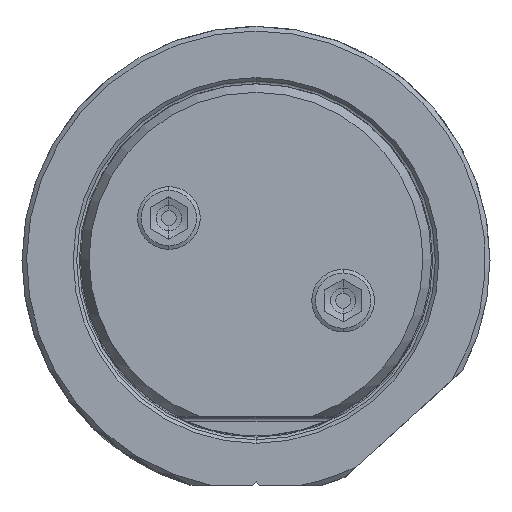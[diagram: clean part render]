
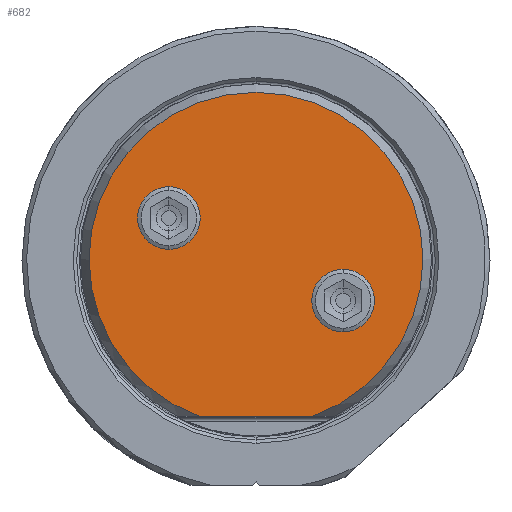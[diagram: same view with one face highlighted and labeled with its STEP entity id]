
A CAD part, top view. The second image highlights one B-rep face of the part: STEP entity #682.
In plain terms, the highlighted planar face has unit normal (0, 0, 1).
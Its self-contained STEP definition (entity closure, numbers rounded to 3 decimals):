
#215=PLANE('',#6250);
#682=ADVANCED_FACE('',(#1020,#1021,#1022),#215,.T.);
#1020=FACE_BOUND('',#1159,.T.);
#1021=FACE_BOUND('',#1160,.T.);
#1022=FACE_BOUND('',#1161,.T.);
#1159=EDGE_LOOP('',(#3138,#3139,#3140));
#1160=EDGE_LOOP('',(#3141,#3142));
#1161=EDGE_LOOP('',(#3143,#3144));
#1479=CIRCLE('',#6241,3.4);
#1481=CIRCLE('',#6244,3.4);
#1482=CIRCLE('',#6246,18.122);
#1483=CIRCLE('',#6247,18.122);
#1484=CIRCLE('',#6248,3.4);
#1485=CIRCLE('',#6249,3.4);
#1874=LINE('',#13597,#2196);
#2196=VECTOR('',#7342,1.);
#3138=ORIENTED_EDGE('',*,*,#5182,.T.);
#3139=ORIENTED_EDGE('',*,*,#5183,.T.);
#3140=ORIENTED_EDGE('',*,*,#5184,.T.);
#3141=ORIENTED_EDGE('',*,*,#5178,.T.);
#3142=ORIENTED_EDGE('',*,*,#5181,.T.);
#3143=ORIENTED_EDGE('',*,*,#5185,.T.);
#3144=ORIENTED_EDGE('',*,*,#5186,.T.);
#4471=VERTEX_POINT('',#13586);
#4472=VERTEX_POINT('',#13588);
#4473=VERTEX_POINT('',#13595);
#4474=VERTEX_POINT('',#13596);
#4475=VERTEX_POINT('',#13598);
#4476=VERTEX_POINT('',#13601);
#4477=VERTEX_POINT('',#13602);
#5178=EDGE_CURVE('',#4472,#4471,#1479,.T.);
#5181=EDGE_CURVE('',#4471,#4472,#1481,.T.);
#5182=EDGE_CURVE('',#4473,#4474,#1482,.T.);
#5183=EDGE_CURVE('',#4474,#4475,#1874,.T.);
#5184=EDGE_CURVE('',#4475,#4473,#1483,.T.);
#5185=EDGE_CURVE('',#4476,#4477,#1484,.T.);
#5186=EDGE_CURVE('',#4477,#4476,#1485,.T.);
#6241=AXIS2_PLACEMENT_3D('',#13587,#7329,#7330);
#6244=AXIS2_PLACEMENT_3D('',#13592,#7336,#7337);
#6246=AXIS2_PLACEMENT_3D('',#13594,#7340,#7341);
#6247=AXIS2_PLACEMENT_3D('',#13599,#7343,#7344);
#6248=AXIS2_PLACEMENT_3D('',#13600,#7345,#7346);
#6249=AXIS2_PLACEMENT_3D('',#13603,#7347,#7348);
#6250=AXIS2_PLACEMENT_3D('',#13604,#7349,#7350);
#7329=DIRECTION('',(0.,0.,-1.));
#7330=DIRECTION('',(1.,0.,0.));
#7336=DIRECTION('',(0.,0.,-1.));
#7337=DIRECTION('',(-1.,0.,0.));
#7340=DIRECTION('',(0.,0.,1.));
#7341=DIRECTION('',(0.,1.,0.));
#7342=DIRECTION('',(1.,0.,0.));
#7343=DIRECTION('',(0.,0.,1.));
#7344=DIRECTION('',(0.339,-0.941,0.));
#7345=DIRECTION('',(0.,0.,-1.));
#7346=DIRECTION('',(1.,0.,0.));
#7347=DIRECTION('',(0.,0.,-1.));
#7348=DIRECTION('',(-1.,0.,0.));
#7349=DIRECTION('',(0.,0.,1.));
#7350=DIRECTION('',(1.,0.,0.));
#13586=CARTESIAN_POINT('',(6.056,-4.481,69.85));
#13587=CARTESIAN_POINT('',(9.456,-4.481,69.85));
#13588=CARTESIAN_POINT('',(12.856,-4.481,69.85));
#13592=CARTESIAN_POINT('',(9.456,-4.481,69.85));
#13594=CARTESIAN_POINT('',(0.,0.,69.85));
#13595=CARTESIAN_POINT('',(0.,18.122,69.85));
#13596=CARTESIAN_POINT('',(-6.141,-17.05,69.85));
#13597=CARTESIAN_POINT('',(-6.141,-17.05,69.85));
#13598=CARTESIAN_POINT('',(6.141,-17.05,69.85));
#13599=CARTESIAN_POINT('',(0.,0.,69.85));
#13600=CARTESIAN_POINT('',(-9.456,4.481,69.85));
#13601=CARTESIAN_POINT('',(-6.056,4.481,69.85));
#13602=CARTESIAN_POINT('',(-12.856,4.481,69.85));
#13603=CARTESIAN_POINT('',(-9.456,4.481,69.85));
#13604=CARTESIAN_POINT('',(0.,0.536,69.85));
